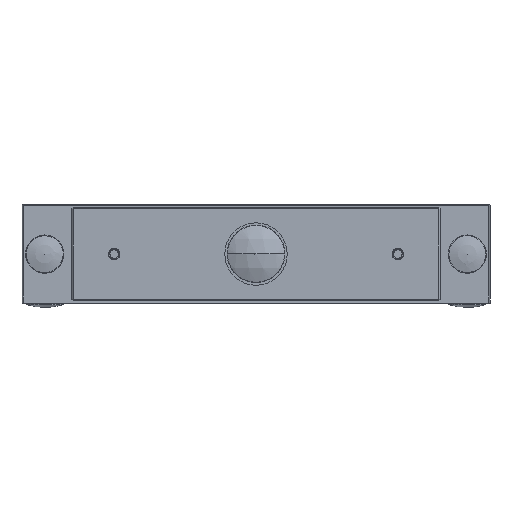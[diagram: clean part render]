
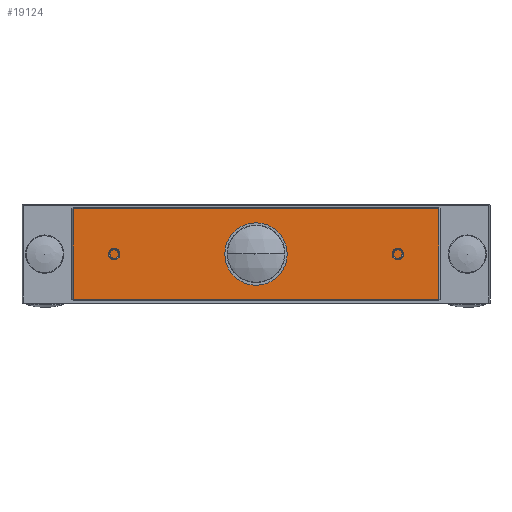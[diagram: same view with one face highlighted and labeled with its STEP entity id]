
A CAD part, top view. The second image highlights one B-rep face of the part: STEP entity #19124.
In plain terms, the highlighted planar face has unit normal (0, 0, 1).
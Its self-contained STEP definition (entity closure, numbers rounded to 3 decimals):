
#445 = EDGE_LOOP ( 'NONE', ( #38271, #13380, #38753, #24550 ) ) ;
#513 = CARTESIAN_POINT ( 'NONE',  ( 49.843, 1.994, 38.5 ) ) ;
#1080 = VECTOR ( 'NONE', #29568, 1000. ) ;
#1169 = DIRECTION ( 'NONE',  ( 0., 1., 0. ) ) ;
#1195 = CIRCLE ( 'NONE', #3406, 1.5 ) ;
#1515 = CARTESIAN_POINT ( 'NONE',  ( 65., -16.5, 38.5 ) ) ;
#1573 = ORIENTED_EDGE ( 'NONE', *, *, #25204, .T. ) ;
#1656 = VERTEX_POINT ( 'NONE', #10602 ) ;
#2121 = ORIENTED_EDGE ( 'NONE', *, *, #41074, .T. ) ;
#2300 = CIRCLE ( 'NONE', #43302, 4.25 ) ;
#3339 = EDGE_LOOP ( 'NONE', ( #8767, #1573, #5290, #2121 ) ) ;
#3405 = CARTESIAN_POINT ( 'NONE',  ( 4.25, 0., 38.5 ) ) ;
#3406 = AXIS2_PLACEMENT_3D ( 'NONE', #18361, #32373, #1169 ) ;
#3666 = ORIENTED_EDGE ( 'NONE', *, *, #8171, .F. ) ;
#3888 = DIRECTION ( 'NONE',  ( 0.078, 0.997, 0. ) ) ;
#4146 = CARTESIAN_POINT ( 'NONE',  ( 50.157, 1.994, 38.5 ) ) ;
#4339 = CARTESIAN_POINT ( 'NONE',  ( 65., 16., 38.5 ) ) ;
#4347 = ORIENTED_EDGE ( 'NONE', *, *, #10789, .T. ) ;
#4504 = DIRECTION ( 'NONE',  ( 0., 0., -1. ) ) ;
#5290 = ORIENTED_EDGE ( 'NONE', *, *, #27289, .T. ) ;
#5660 = DIRECTION ( 'NONE',  ( 0., -1., 0. ) ) ;
#5974 = VERTEX_POINT ( 'NONE', #25041 ) ;
#6916 = LINE ( 'NONE', #20880, #40748 ) ;
#7025 = DIRECTION ( 'NONE',  ( 0., 0., -1. ) ) ;
#7060 = CIRCLE ( 'NONE', #32690, 2. ) ;
#7129 = VECTOR ( 'NONE', #8845, 1000. ) ;
#7363 = CARTESIAN_POINT ( 'NONE',  ( -50.583, -7.403, 38.5 ) ) ;
#7564 = VERTEX_POINT ( 'NONE', #37812 ) ;
#7816 = DIRECTION ( 'NONE',  ( 0., 1., 0. ) ) ;
#7965 = PLANE ( 'NONE',  #11989 ) ;
#8171 = EDGE_CURVE ( 'NONE', #17739, #30765, #15497, .T. ) ;
#8655 = FACE_BOUND ( 'NONE', #35297, .T. ) ;
#8767 = ORIENTED_EDGE ( 'NONE', *, *, #10648, .T. ) ;
#8845 = DIRECTION ( 'NONE',  ( -0.078, -0.997, 0. ) ) ;
#9341 = CARTESIAN_POINT ( 'NONE',  ( -64.5, -16.5, 38.5 ) ) ;
#9631 = VERTEX_POINT ( 'NONE', #45217 ) ;
#10089 = VERTEX_POINT ( 'NONE', #43478 ) ;
#10331 = CARTESIAN_POINT ( 'NONE',  ( -64.5, 16., 38.5 ) ) ;
#10460 = DIRECTION ( 'NONE',  ( 0.078, -0.997, 0. ) ) ;
#10602 = CARTESIAN_POINT ( 'NONE',  ( 49.882, 1.495, 38.5 ) ) ;
#10648 = EDGE_CURVE ( 'NONE', #41010, #9631, #19631, .T. ) ;
#10789 = EDGE_CURVE ( 'NONE', #5974, #21937, #2300, .T. ) ;
#10922 = CARTESIAN_POINT ( 'NONE',  ( 50., 0., 38.5 ) ) ;
#10939 = ORIENTED_EDGE ( 'NONE', *, *, #24150, .F. ) ;
#11989 = AXIS2_PLACEMENT_3D ( 'NONE', #1515, #4504, #18727 ) ;
#12294 = LINE ( 'NONE', #40262, #7129 ) ;
#13000 = VECTOR ( 'NONE', #14681, 1000. ) ;
#13350 = ORIENTED_EDGE ( 'NONE', *, *, #21742, .T. ) ;
#13380 = ORIENTED_EDGE ( 'NONE', *, *, #34424, .T. ) ;
#13534 = VERTEX_POINT ( 'NONE', #513 ) ;
#13896 = DIRECTION ( 'NONE',  ( -1., 0., 0. ) ) ;
#14681 = DIRECTION ( 'NONE',  ( -1., 0., 0. ) ) ;
#14747 = DIRECTION ( 'NONE',  ( 0., 0., -1. ) ) ;
#14976 = DIRECTION ( 'NONE',  ( -1., 0., 0. ) ) ;
#15497 = LINE ( 'NONE', #25361, #39735 ) ;
#15648 = CARTESIAN_POINT ( 'NONE',  ( 50., 0., 38.5 ) ) ;
#15967 = AXIS2_PLACEMENT_3D ( 'NONE', #42706, #14747, #14976 ) ;
#16717 = CIRCLE ( 'NONE', #42339, 1.5 ) ;
#17337 = VERTEX_POINT ( 'NONE', #43592 ) ;
#17579 = VERTEX_POINT ( 'NONE', #28440 ) ;
#17739 = VERTEX_POINT ( 'NONE', #29804 ) ;
#18339 = DIRECTION ( 'NONE',  ( 0., 0., 1. ) ) ;
#18361 = CARTESIAN_POINT ( 'NONE',  ( -50., 0., 38.5 ) ) ;
#18727 = DIRECTION ( 'NONE',  ( -1., 0., 0. ) ) ;
#19116 = VECTOR ( 'NONE', #5660, 1000. ) ;
#19124 = ADVANCED_FACE ( 'NONE', ( #8655, #35463, #35923, #39377 ), #7965, .F. ) ;
#19202 = LINE ( 'NONE', #37090, #1080 ) ;
#19631 = LINE ( 'NONE', #9341, #19116 ) ;
#20880 = CARTESIAN_POINT ( 'NONE',  ( 65., -16., 38.5 ) ) ;
#21742 = EDGE_CURVE ( 'NONE', #10089, #44280, #31661, .T. ) ;
#21937 = VERTEX_POINT ( 'NONE', #3405 ) ;
#22477 = CARTESIAN_POINT ( 'NONE',  ( -50., 0., 38.5 ) ) ;
#23647 = VECTOR ( 'NONE', #3888, 1000. ) ;
#24150 = EDGE_CURVE ( 'NONE', #30765, #44280, #37740, .T. ) ;
#24550 = ORIENTED_EDGE ( 'NONE', *, *, #25915, .F. ) ;
#24916 = DIRECTION ( 'NONE',  ( -0.078, 0.997, 0. ) ) ;
#25041 = CARTESIAN_POINT ( 'NONE',  ( -4.25, 0., 38.5 ) ) ;
#25204 = EDGE_CURVE ( 'NONE', #9631, #17337, #6916, .T. ) ;
#25361 = CARTESIAN_POINT ( 'NONE',  ( -48.001, -25.393, 38.5 ) ) ;
#25721 = DIRECTION ( 'NONE',  ( 0., 1., 0. ) ) ;
#25915 = EDGE_CURVE ( 'NONE', #26761, #17579, #12294, .T. ) ;
#26761 = VERTEX_POINT ( 'NONE', #4146 ) ;
#27289 = EDGE_CURVE ( 'NONE', #17337, #7564, #19202, .T. ) ;
#27903 = EDGE_CURVE ( 'NONE', #26761, #13534, #7060, .T. ) ;
#28440 = CARTESIAN_POINT ( 'NONE',  ( 50.118, 1.495, 38.5 ) ) ;
#28675 = LINE ( 'NONE', #4339, #13000 ) ;
#29568 = DIRECTION ( 'NONE',  ( 0., 1., 0. ) ) ;
#29614 = DIRECTION ( 'NONE',  ( 1., 0., 0. ) ) ;
#29642 = DIRECTION ( 'NONE',  ( 0., 1., 0. ) ) ;
#29804 = CARTESIAN_POINT ( 'NONE',  ( -50.118, 1.495, 38.5 ) ) ;
#30035 = EDGE_CURVE ( 'NONE', #21937, #5974, #34952, .T. ) ;
#30765 = VERTEX_POINT ( 'NONE', #37981 ) ;
#31163 = ORIENTED_EDGE ( 'NONE', *, *, #30035, .T. ) ;
#31661 = LINE ( 'NONE', #7363, #23647 ) ;
#32373 = DIRECTION ( 'NONE',  ( 0., 0., -1. ) ) ;
#32690 = AXIS2_PLACEMENT_3D ( 'NONE', #36695, #33056, #25721 ) ;
#33056 = DIRECTION ( 'NONE',  ( 0., 0., -1. ) ) ;
#34424 = EDGE_CURVE ( 'NONE', #13534, #1656, #42552, .T. ) ;
#34952 = CIRCLE ( 'NONE', #15967, 4.25 ) ;
#35297 = EDGE_LOOP ( 'NONE', ( #4347, #31163 ) ) ;
#35463 = FACE_BOUND ( 'NONE', #36879, .T. ) ;
#35923 = FACE_OUTER_BOUND ( 'NONE', #3339, .T. ) ;
#36495 = DIRECTION ( 'NONE',  ( 0., 0., 1. ) ) ;
#36695 = CARTESIAN_POINT ( 'NONE',  ( 50., 0., 38.5 ) ) ;
#36879 = EDGE_LOOP ( 'NONE', ( #3666, #40376, #13350, #10939 ) ) ;
#37090 = CARTESIAN_POINT ( 'NONE',  ( 64.5, -16.5, 38.5 ) ) ;
#37740 = CIRCLE ( 'NONE', #42891, 2. ) ;
#37812 = CARTESIAN_POINT ( 'NONE',  ( 64.5, 16., 38.5 ) ) ;
#37981 = CARTESIAN_POINT ( 'NONE',  ( -50.157, 1.994, 38.5 ) ) ;
#38187 = CARTESIAN_POINT ( 'NONE',  ( 0., 0., 38.5 ) ) ;
#38271 = ORIENTED_EDGE ( 'NONE', *, *, #27903, .T. ) ;
#38753 = ORIENTED_EDGE ( 'NONE', *, *, #45299, .T. ) ;
#39377 = FACE_BOUND ( 'NONE', #445, .T. ) ;
#39505 = EDGE_CURVE ( 'NONE', #10089, #17739, #1195, .T. ) ;
#39727 = VECTOR ( 'NONE', #10460, 1000. ) ;
#39735 = VECTOR ( 'NONE', #24916, 1000. ) ;
#40262 = CARTESIAN_POINT ( 'NONE',  ( 50., 0., 38.5 ) ) ;
#40376 = ORIENTED_EDGE ( 'NONE', *, *, #39505, .F. ) ;
#40748 = VECTOR ( 'NONE', #29614, 1000. ) ;
#41010 = VERTEX_POINT ( 'NONE', #10331 ) ;
#41074 = EDGE_CURVE ( 'NONE', #7564, #41010, #28675, .T. ) ;
#42339 = AXIS2_PLACEMENT_3D ( 'NONE', #15648, #36495, #29642 ) ;
#42552 = LINE ( 'NONE', #10922, #39727 ) ;
#42706 = CARTESIAN_POINT ( 'NONE',  ( 0., 0., 38.5 ) ) ;
#42891 = AXIS2_PLACEMENT_3D ( 'NONE', #22477, #18339, #7816 ) ;
#43048 = CARTESIAN_POINT ( 'NONE',  ( -49.843, 1.994, 38.5 ) ) ;
#43302 = AXIS2_PLACEMENT_3D ( 'NONE', #38187, #7025, #13896 ) ;
#43478 = CARTESIAN_POINT ( 'NONE',  ( -49.882, 1.495, 38.5 ) ) ;
#43592 = CARTESIAN_POINT ( 'NONE',  ( 64.5, -16., 38.5 ) ) ;
#44280 = VERTEX_POINT ( 'NONE', #43048 ) ;
#45217 = CARTESIAN_POINT ( 'NONE',  ( -64.5, -16., 38.5 ) ) ;
#45299 = EDGE_CURVE ( 'NONE', #1656, #17579, #16717, .T. ) ;
